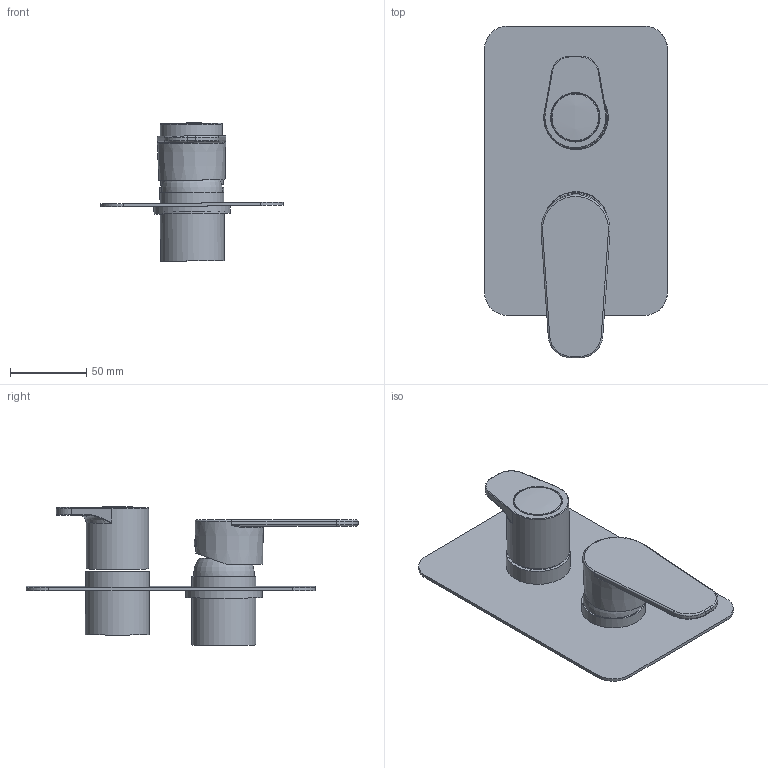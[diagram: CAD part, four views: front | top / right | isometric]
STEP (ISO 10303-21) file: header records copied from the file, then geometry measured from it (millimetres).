
FILE_DESCRIPTION (( 'STEP AP203' ), '1' );
FILE_NAME ('36CP00360.STEP', '2021-02-19T14:28:54', ( '' ), ( '' ), 'SwSTEP 2.0', 'SolidWorks 2018', '' );
FILE_SCHEMA (( 'CONFIG_CONTROL_DESIGN' ));
Length unit declared in the file: millimetre
Products named in the file (1): 36CP00360
Bounding box: 120.01 x 218.04 x 90.93 mm (x, y, z)
Volume: 105620.9 mm3; surface area: 102100.6 mm2
Topology: 8 solids, 8 shells, 160 faces, 356 edges, 228 vertices
Faces by surface type: plane 57, cylinder 53, cone 19, torus 18, bspline 10, sphere 3
Full cylindrical faces by diameter (mm): 6.8 x1, 9.5 x1, 10 x1, 25.6 x1, 28.6 x1, 31 x2, 31.6 x1, 35.8 x2, 36.5 x1, 37 x1, 39 x4, 41 x1, 42 x2, 42.5 x2, 43.2 x1, 48.5 x1, 50 x1
Entity records: 6479 total; most frequent: CARTESIAN_POINT 3202, DIRECTION 670, ORIENTED_EDGE 586, AXIS2_PLACEMENT_3D 295, EDGE_CURVE 293, EDGE_LOOP 232, VERTEX_POINT 211, FACE_OUTER_BOUND 189
